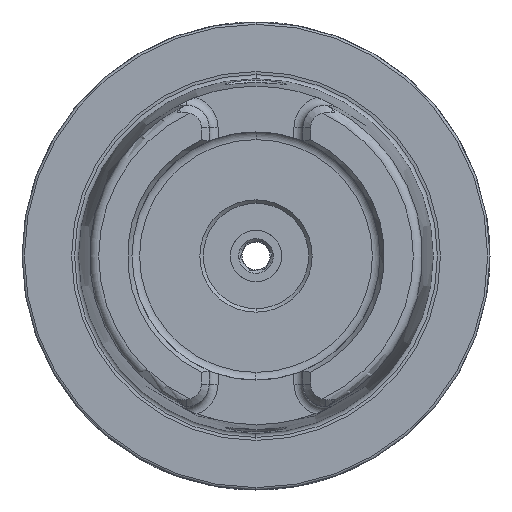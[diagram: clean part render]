
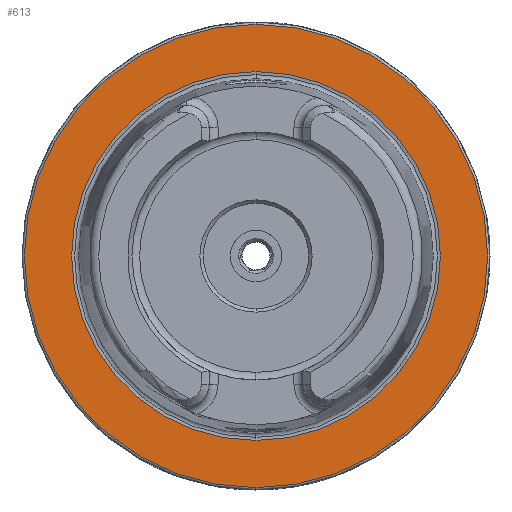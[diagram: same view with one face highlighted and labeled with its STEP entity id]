
A CAD part, left-side view. The second image highlights one B-rep face of the part: STEP entity #613.
In plain terms, the highlighted planar face has unit normal (-1, 0, 0).
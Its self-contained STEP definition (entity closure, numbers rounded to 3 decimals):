
#45 = DIRECTION ( 'NONE',  ( -1., 0., 0. ) ) ;
#54 = CARTESIAN_POINT ( 'NONE',  ( 0., 0., 0. ) ) ;
#613 = ADVANCED_FACE ( 'NONE', ( #1238, #1070 ), #2014, .F. ) ;
#826 = CIRCLE ( 'NONE', #2231, 49.5 ) ;
#1070 = FACE_OUTER_BOUND ( 'NONE', #1766, .T. ) ;
#1166 = VERTEX_POINT ( 'NONE', #5778 ) ;
#1238 = FACE_BOUND ( 'NONE', #1747, .T. ) ;
#1265 = DIRECTION ( 'NONE',  ( 0., 0., 1. ) ) ;
#1269 = DIRECTION ( 'NONE',  ( -1., 0., 0. ) ) ;
#1276 = CARTESIAN_POINT ( 'NONE',  ( 0., 0., 0. ) ) ;
#1553 = VERTEX_POINT ( 'NONE', #3758 ) ;
#1697 = EDGE_CURVE ( 'NONE', #1166, #1553, #4885, .T. ) ;
#1747 = EDGE_LOOP ( 'NONE', ( #6966, #6986 ) ) ;
#1766 = EDGE_LOOP ( 'NONE', ( #7305, #7157 ) ) ;
#1820 = AXIS2_PLACEMENT_3D ( 'NONE', #7775, #7764, #7762 ) ;
#1989 = CARTESIAN_POINT ( 'NONE',  ( 0., 49.5, 0. ) ) ;
#1991 = DIRECTION ( 'NONE',  ( 1., 0., 0. ) ) ;
#2014 = PLANE ( 'NONE',  #8405 ) ;
#2054 = DIRECTION ( 'NONE',  ( 0., 0., -1. ) ) ;
#2231 = AXIS2_PLACEMENT_3D ( 'NONE', #5025, #4908, #4826 ) ;
#2771 = EDGE_CURVE ( 'NONE', #3078, #4491, #6755, .T. ) ;
#3078 = VERTEX_POINT ( 'NONE', #6809 ) ;
#3262 = CARTESIAN_POINT ( 'NONE',  ( 0., 0., -49.5 ) ) ;
#3758 = CARTESIAN_POINT ( 'NONE',  ( 0., 0., 39.405 ) ) ;
#4491 = VERTEX_POINT ( 'NONE', #3262 ) ;
#4540 = AXIS2_PLACEMENT_3D ( 'NONE', #1276, #1269, #1265 ) ;
#4826 = DIRECTION ( 'NONE',  ( 0., 0., 1. ) ) ;
#4885 = CIRCLE ( 'NONE', #6431, 39.405 ) ;
#4908 = DIRECTION ( 'NONE',  ( -1., 0., 0. ) ) ;
#5025 = CARTESIAN_POINT ( 'NONE',  ( 0., 0., 0. ) ) ;
#5109 = EDGE_CURVE ( 'NONE', #4491, #3078, #826, .T. ) ;
#5537 = EDGE_CURVE ( 'NONE', #1553, #1166, #7163, .T. ) ;
#5778 = CARTESIAN_POINT ( 'NONE',  ( 0., 0., -39.405 ) ) ;
#6431 = AXIS2_PLACEMENT_3D ( 'NONE', #54, #45, #9143 ) ;
#6755 = CIRCLE ( 'NONE', #4540, 49.5 ) ;
#6809 = CARTESIAN_POINT ( 'NONE',  ( 0., 0., 49.5 ) ) ;
#6966 = ORIENTED_EDGE ( 'NONE', *, *, #5537, .F. ) ;
#6986 = ORIENTED_EDGE ( 'NONE', *, *, #1697, .F. ) ;
#7157 = ORIENTED_EDGE ( 'NONE', *, *, #5109, .T. ) ;
#7163 = CIRCLE ( 'NONE', #1820, 39.405 ) ;
#7305 = ORIENTED_EDGE ( 'NONE', *, *, #2771, .T. ) ;
#7762 = DIRECTION ( 'NONE',  ( 0., 0., 1. ) ) ;
#7764 = DIRECTION ( 'NONE',  ( -1., 0., 0. ) ) ;
#7775 = CARTESIAN_POINT ( 'NONE',  ( 0., 0., 0. ) ) ;
#8405 = AXIS2_PLACEMENT_3D ( 'NONE', #1989, #1991, #2054 ) ;
#9143 = DIRECTION ( 'NONE',  ( 0., 0., 1. ) ) ;
